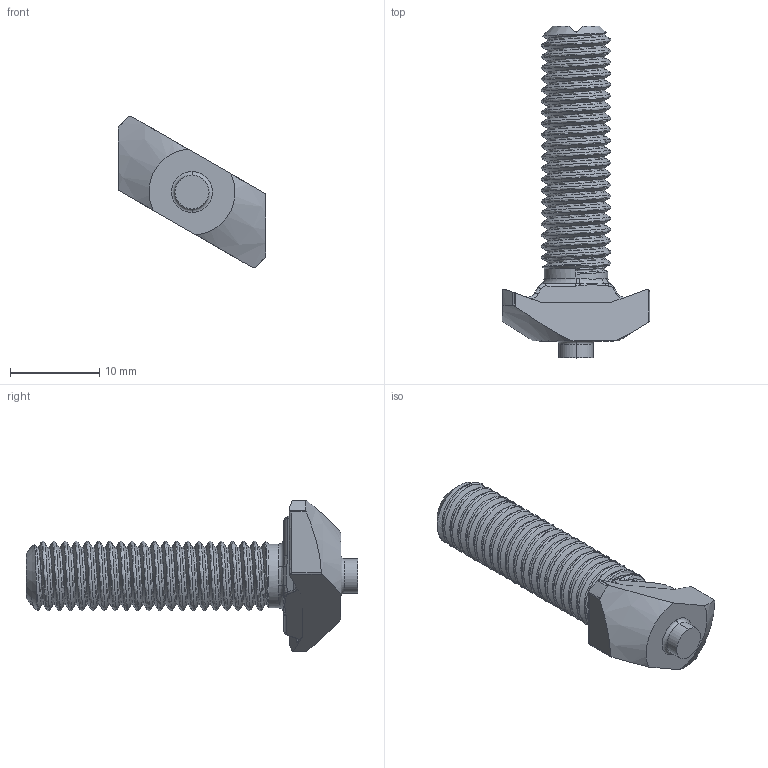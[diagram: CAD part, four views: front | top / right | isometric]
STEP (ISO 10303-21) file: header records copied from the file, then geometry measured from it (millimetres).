
FILE_DESCRIPTION (( 'STEP AP214' ), '1' );
FILE_NAME ('M8x25mm Drop-In T-Stud(40HDI-3507-001-00).step', '2023-08-31T18:05:36', ( '' ), ( '' ), 'SwSTEP 2.0', 'SolidWorks 2020', '' );
FILE_SCHEMA (( 'AUTOMOTIVE_DESIGN' ));
Length unit declared in the file: millimetre
Products named in the file (1): M8x25mm Drop-In T-Stud(40HDI-3507-001-00)
Bounding box: 16.51 x 37.19 x 16.98 mm (x, y, z)
Volume: 1894.6 mm3; surface area: 1533.5 mm2
Topology: 1 solids, 1 shells, 94 faces, 242 edges, 151 vertices
Faces by surface type: bspline 30, plane 25, cylinder 24, cone 8, torus 7
Entity records: 9468 total; most frequent: CARTESIAN_POINT 7460, ORIENTED_EDGE 484, DIRECTION 325, EDGE_CURVE 242, VERTEX_POINT 151, AXIS2_PLACEMENT_3D 123, EDGE_LOOP 95, ADVANCED_FACE 94
